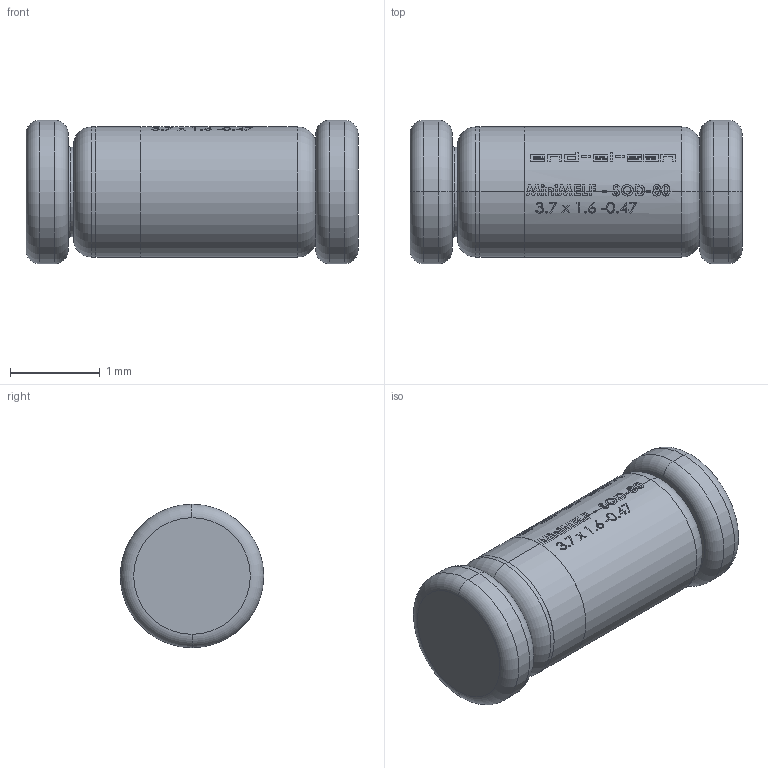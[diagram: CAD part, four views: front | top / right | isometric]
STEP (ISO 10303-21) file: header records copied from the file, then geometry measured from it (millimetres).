
FILE_DESCRIPTION (( 'STEP AP214' ), '1' );
FILE_NAME ('C4EBAFF6-B34E-48D6-B053-DDEFF1FDB151.STEP', '2024-03-27T01:14:31', ( '' ), ( '' ), 'SwSTEP 2.0', 'SolidWorks 2022', '' );
FILE_SCHEMA (( 'AUTOMOTIVE_DESIGN' ));
Length unit declared in the file: millimetre
Products named in the file (1): C4EBAFF6-B34E-48D6-B053-DDEFF1FDB151
Bounding box: 3.7 x 1.6 x 1.6 mm (x, y, z)
Volume: 6.2 mm3; surface area: 23.1 mm2
Topology: 1 solids, 1 shells, 117 faces, 505 edges, 427 vertices
Faces by surface type: cylinder 96, torus 14, plane 7
Entity records: 6442 total; most frequent: CARTESIAN_POINT 1693, ORIENTED_EDGE 1010, DIRECTION 711, EDGE_CURVE 505, VERTEX_POINT 427, AXIS2_PLACEMENT_3D 272, B_SPLINE_CURVE_WITH_KNOTS 184, VECTOR 167
